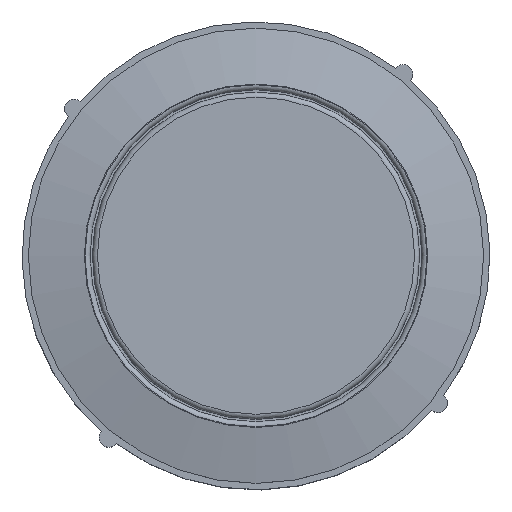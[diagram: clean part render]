
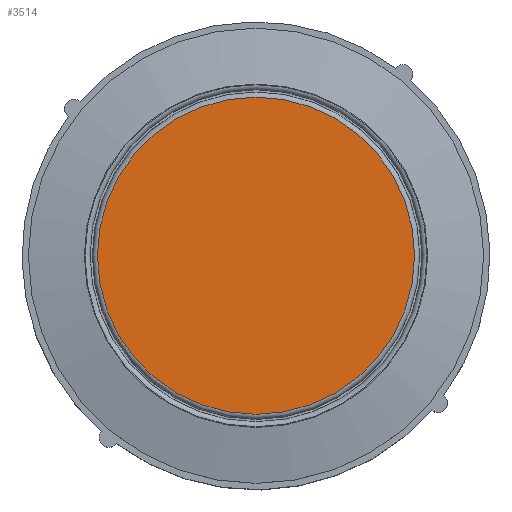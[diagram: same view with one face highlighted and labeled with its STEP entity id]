
A CAD part, top view. The second image highlights one B-rep face of the part: STEP entity #3514.
In plain terms, the highlighted planar face has unit normal (0, 0, 1).
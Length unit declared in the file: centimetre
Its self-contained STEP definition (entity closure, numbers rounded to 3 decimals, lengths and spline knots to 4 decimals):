
#144=PLANE('',#3838);
#380=FACE_OUTER_BOUND('',#608,.T.);
#608=EDGE_LOOP('',(#3236));
#750=CIRCLE('',#3837,1.254);
#1667=VERTEX_POINT('',#8993);
#2190=EDGE_CURVE('',#1667,#1667,#750,.T.);
#3236=ORIENTED_EDGE('',*,*,#2190,.F.);
#3514=ADVANCED_FACE('',(#380),#144,.T.);
#3837=AXIS2_PLACEMENT_3D('',#8994,#4680,#4681);
#3838=AXIS2_PLACEMENT_3D('',#8995,#4682,#4683);
#4680=DIRECTION('center_axis',(0.,0.,
-1.));
#4681=DIRECTION('ref_axis',(-1.,0.,0.));
#4682=DIRECTION('center_axis',(0.,0.,
1.));
#4683=DIRECTION('ref_axis',(0.,-1.,0.));
#8993=CARTESIAN_POINT('',(0.7042,0.5498,1.4));
#8994=CARTESIAN_POINT('Origin',(-0.5498,0.5498,1.4));
#8995=CARTESIAN_POINT('Origin',(-1.1998,0.5498,1.4));
